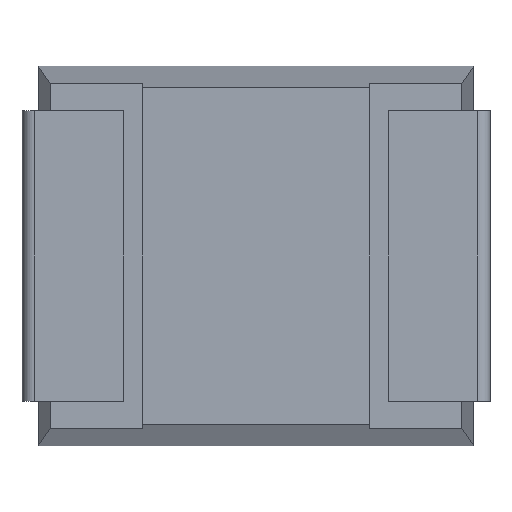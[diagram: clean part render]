
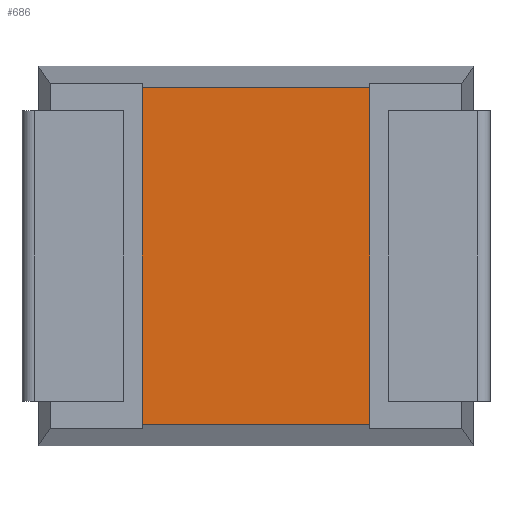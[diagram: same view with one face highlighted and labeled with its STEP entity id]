
A CAD part, front view. The second image highlights one B-rep face of the part: STEP entity #686.
In plain terms, the highlighted planar face has unit normal (0, -1, 0).
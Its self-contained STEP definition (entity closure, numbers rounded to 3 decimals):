
#230 = EDGE_CURVE ( 'NONE', #2852, #3225, #764, .T. ) ;
#301 = DIRECTION ( 'NONE',  ( 1., 0., 0. ) ) ;
#325 = EDGE_CURVE ( 'NONE', #1123, #3225, #1995, .T. ) ;
#421 = CARTESIAN_POINT ( 'NONE',  ( 0., 0., -2.829 ) ) ;
#486 = VECTOR ( 'NONE', #2240, 1000. ) ;
#493 = ORIENTED_EDGE ( 'NONE', *, *, #1634, .F. ) ;
#509 = ORIENTED_EDGE ( 'NONE', *, *, #230, .F. ) ;
#618 = DIRECTION ( 'NONE',  ( 0., 0., 1. ) ) ;
#686 = ADVANCED_FACE ( 'NONE', ( #2622 ), #2180, .T. ) ;
#695 = EDGE_LOOP ( 'NONE', ( #2486, #509, #493, #3679 ) ) ;
#764 = LINE ( 'NONE', #3138, #1276 ) ;
#842 = DIRECTION ( 'NONE',  ( 0., -1., 0. ) ) ;
#860 = CARTESIAN_POINT ( 'NONE',  ( 0., 0., 0. ) ) ;
#1048 = CARTESIAN_POINT ( 'NONE',  ( 0.82, 0., -0.171 ) ) ;
#1123 = VERTEX_POINT ( 'NONE', #1811 ) ;
#1150 = CARTESIAN_POINT ( 'NONE',  ( 2.62, 0., -0.171 ) ) ;
#1247 = DIRECTION ( 'NONE',  ( 1., 0., 0. ) ) ;
#1256 = EDGE_CURVE ( 'NONE', #3412, #1123, #2031, .T. ) ;
#1260 = LINE ( 'NONE', #1986, #486 ) ;
#1276 = VECTOR ( 'NONE', #301, 1000. ) ;
#1360 = CARTESIAN_POINT ( 'NONE',  ( 0.82, 0., -2.829 ) ) ;
#1627 = VECTOR ( 'NONE', #1247, 1000. ) ;
#1634 = EDGE_CURVE ( 'NONE', #3412, #2852, #1260, .T. ) ;
#1727 = VECTOR ( 'NONE', #618, 1000. ) ;
#1733 = CARTESIAN_POINT ( 'NONE',  ( 2.62, 0., -3. ) ) ;
#1811 = CARTESIAN_POINT ( 'NONE',  ( 2.62, 0., -2.829 ) ) ;
#1979 = DIRECTION ( 'NONE',  ( 0., 0., -1. ) ) ;
#1986 = CARTESIAN_POINT ( 'NONE',  ( 0.82, 0., -3. ) ) ;
#1995 = LINE ( 'NONE', #1733, #1727 ) ;
#2031 = LINE ( 'NONE', #421, #1627 ) ;
#2180 = PLANE ( 'NONE',  #2353 ) ;
#2240 = DIRECTION ( 'NONE',  ( 0., 0., 1. ) ) ;
#2353 = AXIS2_PLACEMENT_3D ( 'NONE', #860, #842, #1979 ) ;
#2486 = ORIENTED_EDGE ( 'NONE', *, *, #325, .T. ) ;
#2622 = FACE_OUTER_BOUND ( 'NONE', #695, .T. ) ;
#2852 = VERTEX_POINT ( 'NONE', #1048 ) ;
#3138 = CARTESIAN_POINT ( 'NONE',  ( 0., 0., -0.171 ) ) ;
#3225 = VERTEX_POINT ( 'NONE', #1150 ) ;
#3412 = VERTEX_POINT ( 'NONE', #1360 ) ;
#3679 = ORIENTED_EDGE ( 'NONE', *, *, #1256, .T. ) ;
